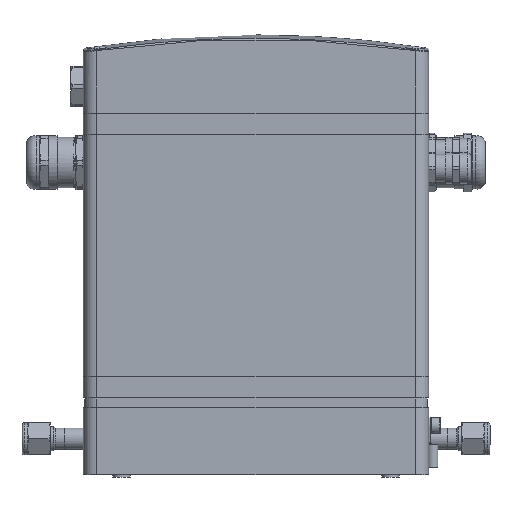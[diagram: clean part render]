
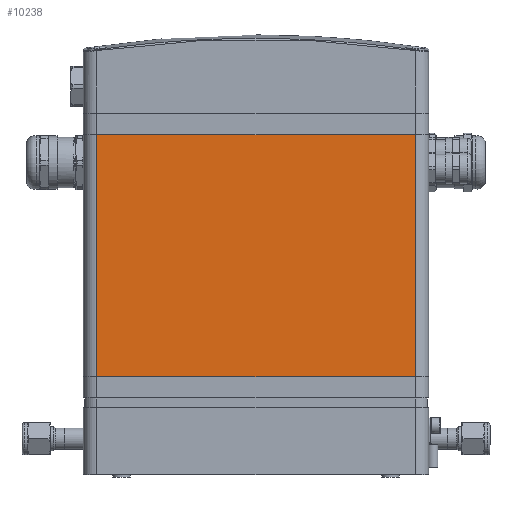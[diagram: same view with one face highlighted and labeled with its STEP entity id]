
A CAD part, left-side view. The second image highlights one B-rep face of the part: STEP entity #10238.
In plain terms, the highlighted planar face has unit normal (-1, 0, 0).
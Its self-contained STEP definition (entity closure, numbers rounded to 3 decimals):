
#1042=PLANE('',#11075);
#1425=FACE_OUTER_BOUND('',#2053,.T.);
#2053=EDGE_LOOP('',(#7825,#7826,#7827,#7828));
#2734=LINE('',#16702,#3360);
#2737=LINE('',#16708,#3363);
#2740=LINE('',#16714,#3366);
#2743=LINE('',#16718,#3369);
#3360=VECTOR('',#12896,10.);
#3363=VECTOR('',#12901,10.);
#3366=VECTOR('',#12906,10.);
#3369=VECTOR('',#12911,10.);
#4692=VERTEX_POINT('',#16699);
#4693=VERTEX_POINT('',#16701);
#4695=VERTEX_POINT('',#16707);
#4697=VERTEX_POINT('',#16713);
#5837=EDGE_CURVE('',#4693,#4692,#2734,.T.);
#5840=EDGE_CURVE('',#4695,#4693,#2737,.T.);
#5843=EDGE_CURVE('',#4697,#4695,#2740,.T.);
#5846=EDGE_CURVE('',#4692,#4697,#2743,.T.);
#7825=ORIENTED_EDGE('',*,*,#5846,.T.);
#7826=ORIENTED_EDGE('',*,*,#5843,.T.);
#7827=ORIENTED_EDGE('',*,*,#5840,.T.);
#7828=ORIENTED_EDGE('',*,*,#5837,.T.);
#10238=ADVANCED_FACE('',(#1425),#1042,.T.);
#11075=AXIS2_PLACEMENT_3D('',#16719,#12912,#12913);
#12896=DIRECTION('',(0.,0.,-1.));
#12901=DIRECTION('',(0.,1.,0.));
#12906=DIRECTION('',(0.,0.,1.));
#12911=DIRECTION('',(0.,-1.,0.));
#12912=DIRECTION('center_axis',(-1.,0.,0.));
#12913=DIRECTION('ref_axis',(0.,-1.,0.));
#16699=CARTESIAN_POINT('',(19.3,67.87,-105.837));
#16701=CARTESIAN_POINT('',(19.3,67.87,2.163));
#16702=CARTESIAN_POINT('',(19.3,67.87,2.163));
#16707=CARTESIAN_POINT('',(19.3,-74.13,2.163));
#16708=CARTESIAN_POINT('',(19.3,-74.13,2.163));
#16713=CARTESIAN_POINT('',(19.3,-74.13,-105.837));
#16714=CARTESIAN_POINT('',(19.3,-74.13,-105.837));
#16718=CARTESIAN_POINT('',(19.3,67.87,-105.837));
#16719=CARTESIAN_POINT('Origin',(19.3,-3.13,-51.837));
